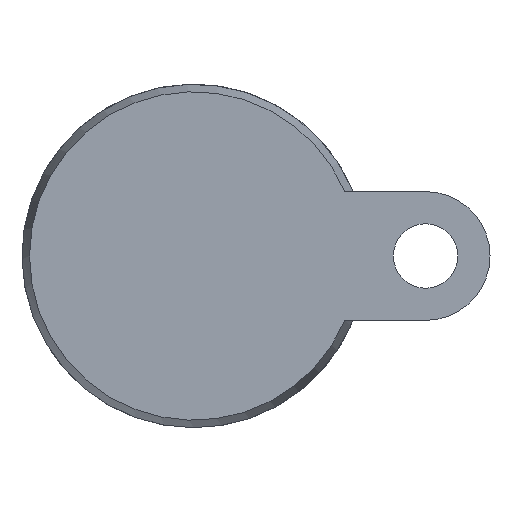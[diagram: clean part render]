
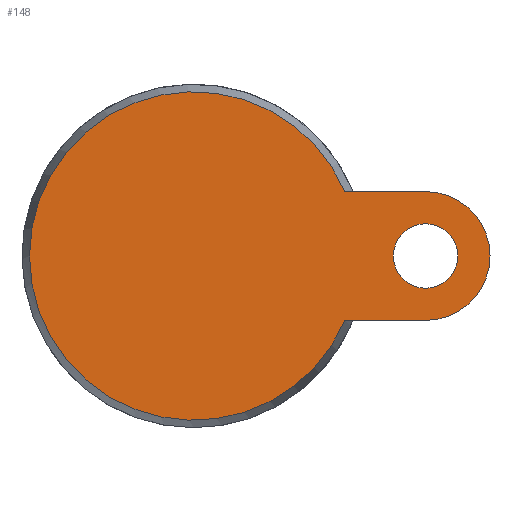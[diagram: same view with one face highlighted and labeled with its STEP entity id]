
A CAD part, front view. The second image highlights one B-rep face of the part: STEP entity #148.
In plain terms, the highlighted planar face has unit normal (0, -1, 0).
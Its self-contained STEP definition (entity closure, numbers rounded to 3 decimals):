
#148 = ADVANCED_FACE( '', ( #309, #310 ), #311, .F. );
#309 = FACE_BOUND( '', #500, .T. );
#310 = FACE_OUTER_BOUND( '', #501, .T. );
#311 = PLANE( '', #502 );
#500 = EDGE_LOOP( '', ( #819 ) );
#501 = EDGE_LOOP( '', ( #820, #821, #822, #823 ) );
#502 = AXIS2_PLACEMENT_3D( '', #824, #825, #826 );
#819 = ORIENTED_EDGE( '', *, *, #963, .T. );
#820 = ORIENTED_EDGE( '', *, *, #862, .F. );
#821 = ORIENTED_EDGE( '', *, *, #855, .T. );
#822 = ORIENTED_EDGE( '', *, *, #934, .F. );
#823 = ORIENTED_EDGE( '', *, *, #883, .F. );
#824 = CARTESIAN_POINT( '', ( 38.25, 0., 0. ) );
#825 = DIRECTION( '', ( 0., 1., 0. ) );
#826 = DIRECTION( '', ( 0., 0., 1. ) );
#855 = EDGE_CURVE( '', #980, #984, #986, .T. );
#862 = EDGE_CURVE( '', #980, #997, #998, .T. );
#883 = EDGE_CURVE( '', #997, #1033, #1034, .T. );
#934 = EDGE_CURVE( '', #1033, #984, #1108, .T. );
#963 = EDGE_CURVE( '', #1139, #1139, #1140, .T. );
#980 = VERTEX_POINT( '', #1170 );
#984 = VERTEX_POINT( '', #1177 );
#986 = CIRCLE( '', #1182, 38.25 );
#997 = VERTEX_POINT( '', #1194 );
#998 = LINE( '', #1195, #1196 );
#1033 = VERTEX_POINT( '', #1279 );
#1034 = CIRCLE( '', #1280, 15. );
#1108 = LINE( '', #1423, #1424 );
#1139 = VERTEX_POINT( '', #1487 );
#1140 = CIRCLE( '', #1488, 7.5 );
#1170 = CARTESIAN_POINT( '', ( 35.186, 0., 15. ) );
#1177 = CARTESIAN_POINT( '', ( 35.186, 0., -15. ) );
#1182 = AXIS2_PLACEMENT_3D( '', #1503, #1504, #1505 );
#1194 = CARTESIAN_POINT( '', ( 54., 0., 15. ) );
#1195 = CARTESIAN_POINT( '', ( 0., 0., 15. ) );
#1196 = VECTOR( '', #1516, 1000. );
#1279 = CARTESIAN_POINT( '', ( 54., 0., -15. ) );
#1280 = AXIS2_PLACEMENT_3D( '', #1530, #1531, #1532 );
#1423 = CARTESIAN_POINT( '', ( 54., 0., -15. ) );
#1424 = VECTOR( '', #1584, 1000. );
#1487 = CARTESIAN_POINT( '', ( 61.5, 0., 0. ) );
#1488 = AXIS2_PLACEMENT_3D( '', #1613, #1614, #1615 );
#1503 = CARTESIAN_POINT( '', ( 0., 0., 0. ) );
#1504 = DIRECTION( '', ( 0., -1., 0. ) );
#1505 = DIRECTION( '', ( 0., 0., -1. ) );
#1516 = DIRECTION( '', ( 1., 0., 0. ) );
#1530 = CARTESIAN_POINT( '', ( 54., 0., 0. ) );
#1531 = DIRECTION( '', ( 0., 1., 0. ) );
#1532 = DIRECTION( '', ( 1., 0., 0. ) );
#1584 = DIRECTION( '', ( -1., 0., 0. ) );
#1613 = CARTESIAN_POINT( '', ( 54., 0., 0. ) );
#1614 = DIRECTION( '', ( 0., 1., 0. ) );
#1615 = DIRECTION( '', ( 1., 0., 0. ) );
